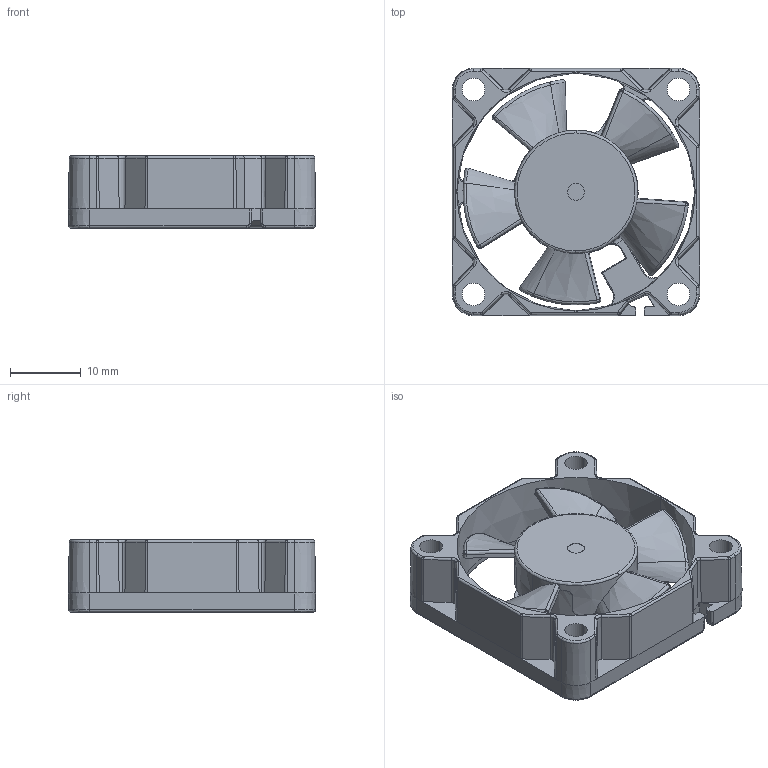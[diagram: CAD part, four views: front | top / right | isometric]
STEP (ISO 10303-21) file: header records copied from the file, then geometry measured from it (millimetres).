
FILE_DESCRIPTION (( 'STEP AP203' ), '1' );
FILE_NAME ('3510.STEP', '2017-06-21T01:29:10', ( '桑三博客' ), ( 'Www.SangSan.Cn' ), 'SwSTEP 2.0', 'SolidWorks 2014', '' );
FILE_SCHEMA (( 'CONFIG_CONTROL_DESIGN' ));
Length unit declared in the file: millimetre
Products named in the file (3): 3510y1-1; 3510; 3510k1
Assembly tree (2 placements, depth 2):
  3510
    3510k1
    3510y1-1
Bounding box: 35 x 35 x 10.2 mm (x, y, z)
Volume: 3572.1 mm3; surface area: 6316.3 mm2
Topology: 2 solids, 2 shells, 429 faces, 1072 edges, 647 vertices
Faces by surface type: bspline 177, cylinder 114, plane 100, cone 38
Entity records: 21700 total; most frequent: CARTESIAN_POINT 12912, ORIENTED_EDGE 2130, DIRECTION 1273, EDGE_CURVE 1065, VERTEX_POINT 647, AXIS2_PLACEMENT_3D 464, EDGE_LOOP 452, FACE_OUTER_BOUND 429
